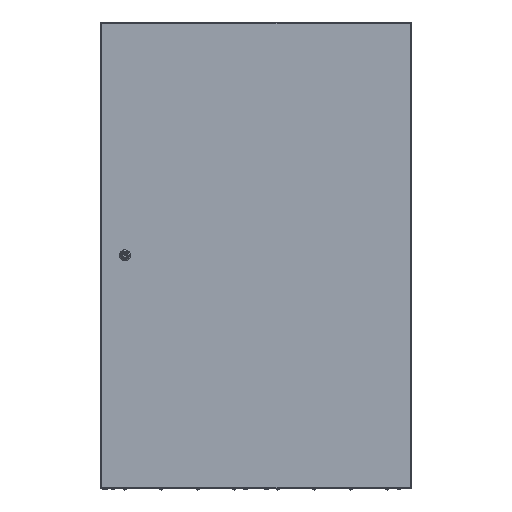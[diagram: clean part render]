
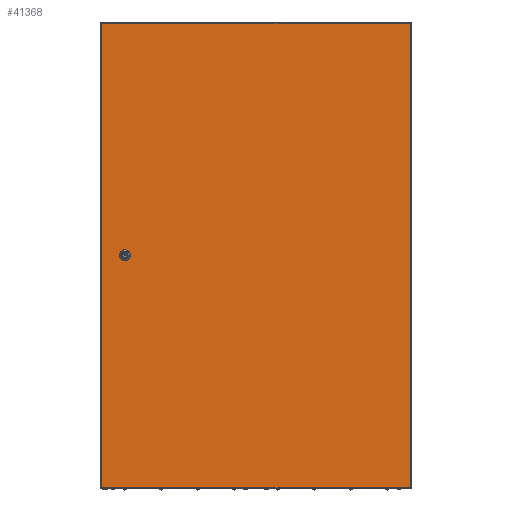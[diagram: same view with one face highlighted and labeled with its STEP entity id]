
A CAD part, top view. The second image highlights one B-rep face of the part: STEP entity #41368.
In plain terms, the highlighted planar face has unit normal (0, 0, 1).
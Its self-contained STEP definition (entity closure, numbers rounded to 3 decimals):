
#461 = LINE ( 'NONE', #38332, #14960 ) ;
#1354 = DIRECTION ( 'NONE',  ( 0., -1., 0. ) ) ;
#1821 = AXIS2_PLACEMENT_3D ( 'NONE', #24025, #35806, #67760 ) ;
#2264 = CARTESIAN_POINT ( 'NONE',  ( 2.87, 1197., 17. ) ) ;
#2409 = CARTESIAN_POINT ( 'NONE',  ( 62.87, 600., 17. ) ) ;
#2434 = VERTEX_POINT ( 'NONE', #58642 ) ;
#3987 = CARTESIAN_POINT ( 'NONE',  ( 72.92, 605.056, 17. ) ) ;
#4934 = CIRCLE ( 'NONE', #10347, 11.25 ) ;
#5005 = LINE ( 'NONE', #36133, #79074 ) ;
#7402 = CARTESIAN_POINT ( 'NONE',  ( 796.87, 1197., 17. ) ) ;
#7727 = ORIENTED_EDGE ( 'NONE', *, *, #70432, .T. ) ;
#7754 = AXIS2_PLACEMENT_3D ( 'NONE', #15388, #54455, #21719 ) ;
#8139 = CARTESIAN_POINT ( 'NONE',  ( 2.87, 3., 17. ) ) ;
#8366 = DIRECTION ( 'NONE',  ( 0., 1., 0. ) ) ;
#8429 = VERTEX_POINT ( 'NONE', #2264 ) ;
#8518 = VECTOR ( 'NONE', #1354, 1000. ) ;
#10347 = AXIS2_PLACEMENT_3D ( 'NONE', #68364, #49013, #36411 ) ;
#11169 = CIRCLE ( 'NONE', #12482, 11.25 ) ;
#12133 = LINE ( 'NONE', #76879, #41415 ) ;
#12420 = DIRECTION ( 'NONE',  ( 0., 0., 1. ) ) ;
#12482 = AXIS2_PLACEMENT_3D ( 'NONE', #2409, #73480, #53670 ) ;
#12553 = CIRCLE ( 'NONE', #1821, 11.25 ) ;
#12803 = ORIENTED_EDGE ( 'NONE', *, *, #28953, .F. ) ;
#13964 = CARTESIAN_POINT ( 'NONE',  ( 52.82, 594.944, 17. ) ) ;
#13968 = VERTEX_POINT ( 'NONE', #49065 ) ;
#14960 = VECTOR ( 'NONE', #39578, 1000. ) ;
#15388 = CARTESIAN_POINT ( 'NONE',  ( 62.87, 600., 17. ) ) ;
#16617 = LINE ( 'NONE', #65837, #30198 ) ;
#18241 = ORIENTED_EDGE ( 'NONE', *, *, #77421, .F. ) ;
#18545 = ORIENTED_EDGE ( 'NONE', *, *, #46461, .F. ) ;
#19065 = CARTESIAN_POINT ( 'NONE',  ( 57.814, 589.95, 17. ) ) ;
#19240 = EDGE_CURVE ( 'NONE', #51312, #78582, #4934, .T. ) ;
#21719 = DIRECTION ( 'NONE',  ( 1., 0., 0. ) ) ;
#23673 = ORIENTED_EDGE ( 'NONE', *, *, #61161, .F. ) ;
#24025 = CARTESIAN_POINT ( 'NONE',  ( 62.87, 600., 17. ) ) ;
#24233 = FACE_OUTER_BOUND ( 'NONE', #62724, .T. ) ;
#25513 = CARTESIAN_POINT ( 'NONE',  ( 52.82, 605.056, 17. ) ) ;
#25585 = DIRECTION ( 'NONE',  ( 0., -1., 0. ) ) ;
#27571 = DIRECTION ( 'NONE',  ( 1., 0., 0. ) ) ;
#28603 = VECTOR ( 'NONE', #8366, 1000. ) ;
#28766 = VECTOR ( 'NONE', #68746, 1000. ) ;
#28953 = EDGE_CURVE ( 'NONE', #13968, #51312, #36381, .T. ) ;
#29306 = AXIS2_PLACEMENT_3D ( 'NONE', #37244, #12420, #38069 ) ;
#30152 = EDGE_CURVE ( 'NONE', #78523, #8429, #37938, .T. ) ;
#30198 = VECTOR ( 'NONE', #27571, 1000. ) ;
#35806 = DIRECTION ( 'NONE',  ( 0., 0., 1. ) ) ;
#36133 = CARTESIAN_POINT ( 'NONE',  ( 72.92, 594.944, 17. ) ) ;
#36381 = LINE ( 'NONE', #55256, #28766 ) ;
#36411 = DIRECTION ( 'NONE',  ( 1., 0., 0. ) ) ;
#37169 = VERTEX_POINT ( 'NONE', #56496 ) ;
#37244 = CARTESIAN_POINT ( 'NONE',  ( 0., 0., 17. ) ) ;
#37938 = LINE ( 'NONE', #57650, #81071 ) ;
#38069 = DIRECTION ( 'NONE',  ( 1., 0., 0. ) ) ;
#38332 = CARTESIAN_POINT ( 'NONE',  ( 2.87, 3., 17. ) ) ;
#39578 = DIRECTION ( 'NONE',  ( 1., 0., 0. ) ) ;
#41368 = ADVANCED_FACE ( 'NONE', ( #57354, #24233 ), #83077, .T. ) ;
#41415 = VECTOR ( 'NONE', #25585, 1000. ) ;
#41935 = EDGE_CURVE ( 'NONE', #8429, #79325, #12133, .T. ) ;
#42409 = ORIENTED_EDGE ( 'NONE', *, *, #50721, .F. ) ;
#45368 = LINE ( 'NONE', #65963, #28603 ) ;
#46235 = ORIENTED_EDGE ( 'NONE', *, *, #78689, .F. ) ;
#46461 = EDGE_CURVE ( 'NONE', #77962, #13968, #12553, .T. ) ;
#49013 = DIRECTION ( 'NONE',  ( 0., 0., 1. ) ) ;
#49065 = CARTESIAN_POINT ( 'NONE',  ( 67.926, 610.05, 17. ) ) ;
#50411 = VERTEX_POINT ( 'NONE', #61411 ) ;
#50721 = EDGE_CURVE ( 'NONE', #50411, #52371, #52013, .T. ) ;
#51312 = VERTEX_POINT ( 'NONE', #81219 ) ;
#51780 = DIRECTION ( 'NONE',  ( -1., 0., 0. ) ) ;
#52013 = CIRCLE ( 'NONE', #7754, 11.25 ) ;
#52371 = VERTEX_POINT ( 'NONE', #19065 ) ;
#53670 = DIRECTION ( 'NONE',  ( 1., 0., 0. ) ) ;
#54333 = ORIENTED_EDGE ( 'NONE', *, *, #30152, .T. ) ;
#54455 = DIRECTION ( 'NONE',  ( 0., 0., 1. ) ) ;
#55256 = CARTESIAN_POINT ( 'NONE',  ( 67.926, 610.05, 17. ) ) ;
#55720 = EDGE_CURVE ( 'NONE', #2434, #78523, #45368, .T. ) ;
#56496 = CARTESIAN_POINT ( 'NONE',  ( 72.92, 594.944, 17. ) ) ;
#56981 = VERTEX_POINT ( 'NONE', #62572 ) ;
#57354 = FACE_BOUND ( 'NONE', #60544, .T. ) ;
#57650 = CARTESIAN_POINT ( 'NONE',  ( 2.87, 1197., 17. ) ) ;
#58642 = CARTESIAN_POINT ( 'NONE',  ( 796.87, 3., 17. ) ) ;
#60544 = EDGE_LOOP ( 'NONE', ( #18545, #23673, #18241, #46235, #42409, #76294, #76298, #12803 ) ) ;
#61161 = EDGE_CURVE ( 'NONE', #37169, #77962, #5005, .T. ) ;
#61411 = CARTESIAN_POINT ( 'NONE',  ( 52.82, 594.944, 17. ) ) ;
#62572 = CARTESIAN_POINT ( 'NONE',  ( 67.926, 589.95, 17. ) ) ;
#62724 = EDGE_LOOP ( 'NONE', ( #73010, #7727, #79753, #54333 ) ) ;
#64022 = EDGE_CURVE ( 'NONE', #78582, #50411, #71550, .T. ) ;
#65837 = CARTESIAN_POINT ( 'NONE',  ( 67.926, 589.95, 17. ) ) ;
#65963 = CARTESIAN_POINT ( 'NONE',  ( 796.87, 1197., 17. ) ) ;
#67760 = DIRECTION ( 'NONE',  ( 1., 0., 0. ) ) ;
#68364 = CARTESIAN_POINT ( 'NONE',  ( 62.87, 600., 17. ) ) ;
#68502 = DIRECTION ( 'NONE',  ( 0., 1., 0. ) ) ;
#68746 = DIRECTION ( 'NONE',  ( -1., 0., 0. ) ) ;
#70432 = EDGE_CURVE ( 'NONE', #79325, #2434, #461, .T. ) ;
#71550 = LINE ( 'NONE', #13964, #8518 ) ;
#73010 = ORIENTED_EDGE ( 'NONE', *, *, #41935, .T. ) ;
#73480 = DIRECTION ( 'NONE',  ( 0., 0., 1. ) ) ;
#76294 = ORIENTED_EDGE ( 'NONE', *, *, #64022, .F. ) ;
#76298 = ORIENTED_EDGE ( 'NONE', *, *, #19240, .F. ) ;
#76879 = CARTESIAN_POINT ( 'NONE',  ( 2.87, 1197., 17. ) ) ;
#77421 = EDGE_CURVE ( 'NONE', #56981, #37169, #11169, .T. ) ;
#77962 = VERTEX_POINT ( 'NONE', #3987 ) ;
#78523 = VERTEX_POINT ( 'NONE', #7402 ) ;
#78582 = VERTEX_POINT ( 'NONE', #25513 ) ;
#78689 = EDGE_CURVE ( 'NONE', #52371, #56981, #16617, .T. ) ;
#79074 = VECTOR ( 'NONE', #68502, 1000. ) ;
#79325 = VERTEX_POINT ( 'NONE', #8139 ) ;
#79753 = ORIENTED_EDGE ( 'NONE', *, *, #55720, .T. ) ;
#81071 = VECTOR ( 'NONE', #51780, 1000. ) ;
#81219 = CARTESIAN_POINT ( 'NONE',  ( 57.814, 610.05, 17. ) ) ;
#83077 = PLANE ( 'NONE',  #29306 ) ;
